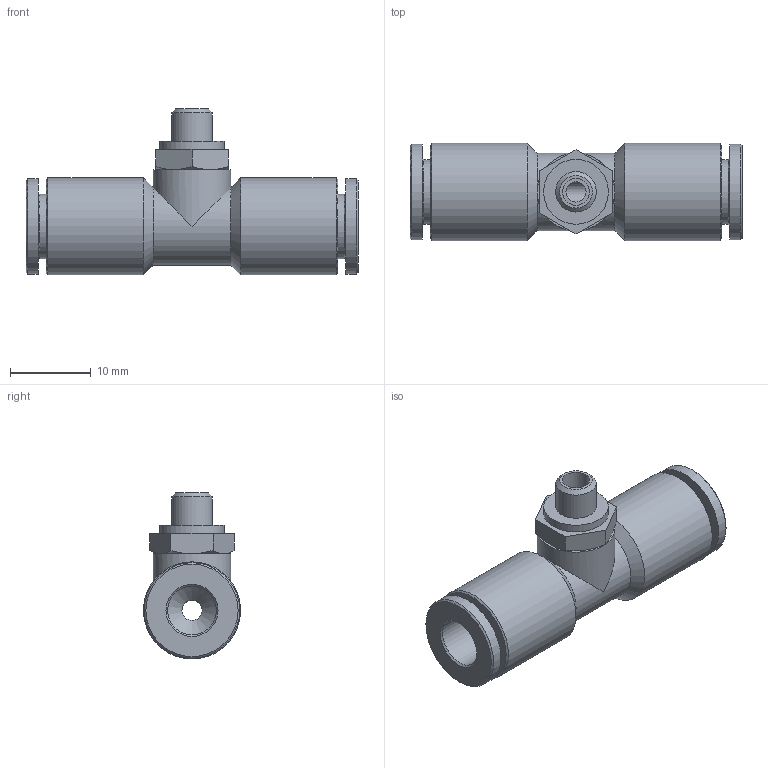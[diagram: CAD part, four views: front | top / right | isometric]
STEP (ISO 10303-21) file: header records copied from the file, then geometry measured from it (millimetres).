
FILE_DESCRIPTION(/* description */ ('STEP AP214'),/* implementation_level */ '2;1');
FILE_NAME(/* name */ '578391_NPQH-T-M5-Q6-P10',/* time_stamp */ '2024-09-13T05:33:04+02:00',/* author */ ('License CC BY-ND 4.0'),/* organization */ ('CADENAS'),/* preprocessor_version */ 'ST-DEVELOPER v19.3',/* originating_system */ 'PARTsolutions',/* authorisation */ ' ');
FILE_SCHEMA (('AUTOMOTIVE_DESIGN {1 0 10303 214 3 1 1}'));
Length unit declared in the file: millimetre
Products named in the file (1): 578391 NPQH-T-M5-Q6-P10
Bounding box: 41 x 12 x 20.5 mm (x, y, z)
Volume: 3501.6 mm3; surface area: 2941.8 mm2
Topology: 1 solids, 1 shells, 51 faces, 103 edges, 62 vertices
Faces by surface type: cone 19, plane 17, cylinder 15
Full cylindrical faces by diameter (mm): 2.5 x2, 3.333 x1, 5 x1, 6 x2, 8 x3, 9.6 x2, 11.8 x2, 12 x2
Entity records: 1214 total; most frequent: CARTESIAN_POINT 220, DIRECTION 214, ORIENTED_EDGE 146, AXIS2_PLACEMENT_3D 101, EDGE_LOOP 90, FACE_BOUND 90, EDGE_CURVE 73, VERTEX_POINT 59
